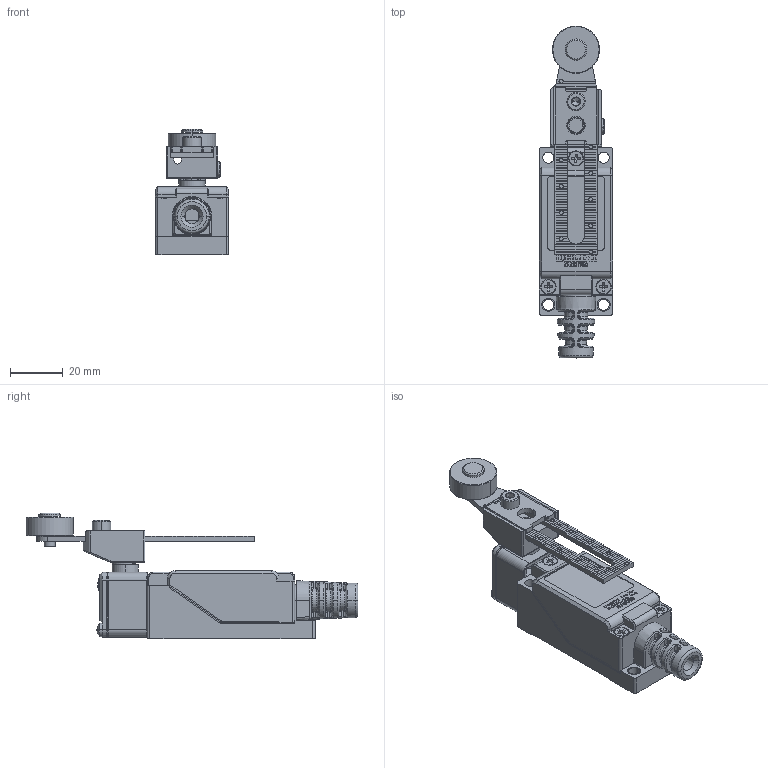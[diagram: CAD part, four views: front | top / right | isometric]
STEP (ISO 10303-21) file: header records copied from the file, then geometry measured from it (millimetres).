
FILE_DESCRIPTION((''),'2;1');
FILE_NAME('2620011800_ASM','2022-07-19T',('xiangyu.li'),(''),'PRO/ENGINEER BY PARAMETRIC TECHNOLOGY CORPORATION, 2015440','PRO/ENGINEER BY PARAMETRIC TECHNOLOGY CORPORATION, 2015440','');
FILE_SCHEMA(('CONFIG_CONTROL_DESIGN'));
Products named in the file (50): 8003001200; 8024039400; 8557077100; 8550090500_AF0; 5557005800_ASM; 8557077000; 8550090500_AF1; 5557005700_ASM; 8104038000; 8553030500_AF0; 8550090600_AF0; 8550090600_AF1; 5553032300_ASM; 8285019700_AF0; 8285019700_AF1; 8282082200_AF0; 8315102500; 7030300021; 5024046900_ASM; 8371005400; 8315102600; 8024039500; 8271022200; 8771001400; 7030400008_GB_T9074_3_M3X5; 7010200012_GB_T819_1_M3X6; GB_T819_1-M3X20; 7100100018_GB_T896_3; 8200007100; 8210027700; 8282082400_AF0; 8227001400; 8370007000; 8221006200; 8288079500_AF0; 8371005200_AF0; 8315101800; GB_T818-M2_5X20; 8370006900; 7010100202R_GB_T823_M2_5X5 ...
Assembly tree (56 placements, depth 4):
  2620011800_ASM
    8003001200
    5024046900_ASM
      8024039400
      5557005800_ASM  x2
        8557077100
        8550090500_AF0
      5557005700_ASM  x2
        8557077000
        8550090500_AF1
      8104038000
      5553032300_ASM
        8553030500_AF0
        8550090600_AF0
        8550090600_AF1
      8285019700_AF0
      8285019700_AF1
      8282082200_AF0
      8315102500
      7030300021  x4
    8371005400
    8315102600
    8024039500
    8271022200
    8771001400
    7030400008_GB_T9074_3_M3X5
    7010200012_GB_T819_1_M3X6
    GB_T819_1-M3X20  x2
    7100100018_GB_T896_3
    8200007100
    8210027700
    8282082400_AF0
    8227001400
    8370007000
    8221006200
    8288079500_AF0
    8371005200_AF0
    8315101800
    GB_T818-M2_5X20  x2
    8370006900
    7010100202R_GB_T823_M2_5X5
    7100100019_GB_T896_5
    8232014300
    GB_T80-M6X8
    5235004500_ASM
      8233043100
      8206072500
      8225001400
    8157007500
    7010600004HB_GB_T70_1_M4X10
Bounding box: 28 x 126.3 x 47.9 mm (x, y, z)
Volume: 39175.2 mm3; surface area: 53926.2 mm2
Topology: 55 solids, 86 shells, 5549 faces, 14677 edges, 9390 vertices
Faces by surface type: plane 3788, cylinder 1069, torus 182, extrusion 176, cone 171, bspline 110, sphere 53
Entity records: 170862 total; most frequent: CARTESIAN_POINT 51055, ORIENTED_EDGE 25394, DIRECTION 23331, EDGE_CURVE 12745, VECTOR 9669, LINE 9493, VERTEX_POINT 8170, AXIS2_PLACEMENT_3D 6831
